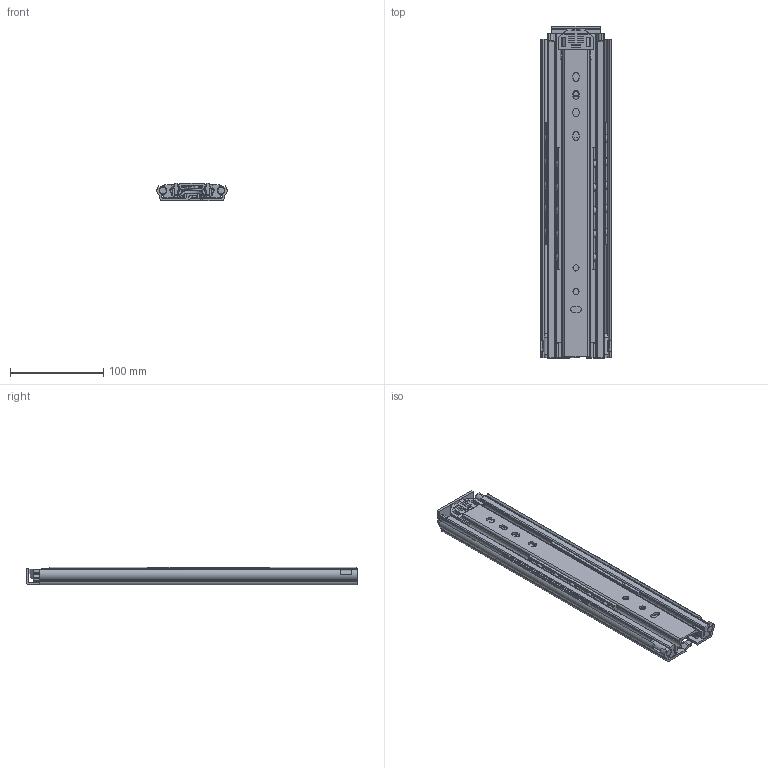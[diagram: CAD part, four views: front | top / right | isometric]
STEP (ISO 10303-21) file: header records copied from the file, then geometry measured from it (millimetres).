
FILE_DESCRIPTION(/* description */ (''),/* implementation_level */ '2;1');
FILE_NAME(/* name */ 'Schiene_355_kpl.stp',/* time_stamp */ '2017-03-13T12:41:05+01:00',/* author */ ('MelKon'),/* organization */ (''),/* preprocessor_version */ 'ST-DEVELOPER v15.6',/* originating_system */ 'Autodesk Inventor 2015',/* authorisation */ '');
FILE_SCHEMA (('AUTOMOTIVE_DESIGN { 1 0 10303 214 3 1 1 }'));
Length unit declared in the file: millimetre
Products named in the file (11): Schiene breit 355,6; Schiene mittig 355,6 mm; Puffer groß; Freigeber groß; Schiene mittig 355,6 mm kpl; Schiene schmal 355,6 mm; Kugelhalter_355,6; Kugel_9; Kugelhalter_355,6_kpl; Rolle; Schiene_355_kpl
Assembly tree (18 placements, depth 3):
  Schiene_355_kpl
    Schiene breit 355,6
    Schiene mittig 355,6 mm kpl
      Schiene mittig 355,6 mm
      Puffer groß
      Freigeber groß
    Schiene schmal 355,6 mm
    Kugelhalter_355,6_kpl  x4
      Kugelhalter_355,6
      Kugel_9
    Rolle  x2
Bounding box: 75.29 x 355.6 x 19.2 mm (x, y, z)
Volume: 250806.9 mm3; surface area: 191271 mm2
Topology: 31 solids, 32 shells, 617 faces, 1847 edges, 1206 vertices
Faces by surface type: plane 341, cylinder 248, sphere 22, cone 4, bspline 2
Full cylindrical faces by diameter (mm): 3 x1, 4 x1, 4.5 x1, 5 x2, 6.5 x4, 7 x1, 7.5 x3, 9 x22, 12 x1, 12.6 x1, 26 x2
Entity records: 17960 total; most frequent: CARTESIAN_POINT 3569, ORIENTED_EDGE 2938, DIRECTION 2905, EDGE_CURVE 1469, LINE 989, VECTOR 989, VERTEX_POINT 982, AXIS2_PLACEMENT_3D 958
